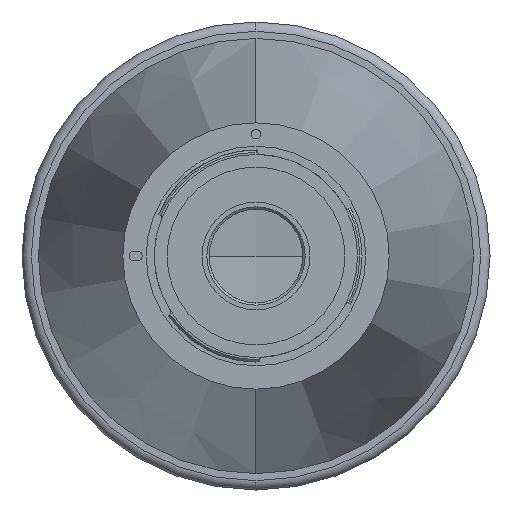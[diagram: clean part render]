
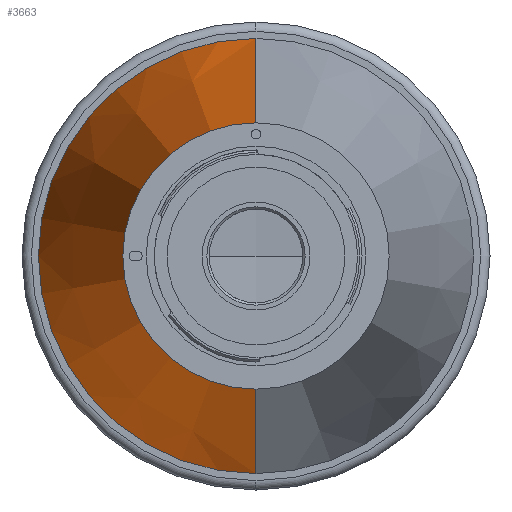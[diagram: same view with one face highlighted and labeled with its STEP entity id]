
A CAD part, left-side view. The second image highlights one B-rep face of the part: STEP entity #3663.
In plain terms, the highlighted conical face has half-angle 13.46 degrees and reference radius 46.5 mm.
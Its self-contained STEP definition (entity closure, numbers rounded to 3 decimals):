
#220 = ORIENTED_EDGE ( 'NONE', *, *, #713, .T. ) ;
#286 = CARTESIAN_POINT ( 'NONE',  ( 178.771, 0., 46.5 ) ) ;
#467 = VERTEX_POINT ( 'NONE', #962 ) ;
#595 = EDGE_CURVE ( 'NONE', #467, #3469, #3204, .T. ) ;
#713 = EDGE_CURVE ( 'NONE', #2358, #467, #5398, .T. ) ;
#737 = VECTOR ( 'NONE', #3529, 1000. ) ;
#869 = CARTESIAN_POINT ( 'NONE',  ( 178.771, 0., 0. ) ) ;
#962 = CARTESIAN_POINT ( 'NONE',  ( 65.753, 0., 19.449 ) ) ;
#1098 = AXIS2_PLACEMENT_3D ( 'NONE', #4984, #2192, #5459 ) ;
#1202 = CARTESIAN_POINT ( 'NONE',  ( 178.771, 0., 46.5 ) ) ;
#1284 = EDGE_LOOP ( 'NONE', ( #220, #3528, #2349, #2568 ) ) ;
#1312 = DIRECTION ( 'NONE',  ( 0., 0., 1. ) ) ;
#2192 = DIRECTION ( 'NONE',  ( 1., 0., 0. ) ) ;
#2260 = DIRECTION ( 'NONE',  ( 1., 0., 0. ) ) ;
#2349 = ORIENTED_EDGE ( 'NONE', *, *, #3648, .T. ) ;
#2358 = VERTEX_POINT ( 'NONE', #4664 ) ;
#2360 = FACE_OUTER_BOUND ( 'NONE', #1284, .T. ) ;
#2508 = DIRECTION ( 'NONE',  ( 0.973, 0., -0.233 ) ) ;
#2568 = ORIENTED_EDGE ( 'NONE', *, *, #2913, .F. ) ;
#2632 = LINE ( 'NONE', #5784, #3883 ) ;
#2913 = EDGE_CURVE ( 'NONE', #2358, #4948, #2632, .T. ) ;
#3204 = LINE ( 'NONE', #286, #737 ) ;
#3282 = CARTESIAN_POINT ( 'NONE',  ( 178.771, 0., -46.5 ) ) ;
#3469 = VERTEX_POINT ( 'NONE', #1202 ) ;
#3528 = ORIENTED_EDGE ( 'NONE', *, *, #595, .T. ) ;
#3529 = DIRECTION ( 'NONE',  ( 0.973, 0., 0.233 ) ) ;
#3648 = EDGE_CURVE ( 'NONE', #3469, #4948, #5946, .T. ) ;
#3663 = ADVANCED_FACE ( 'NONE', ( #2360 ), #4113, .T. ) ;
#3883 = VECTOR ( 'NONE', #2508, 1000. ) ;
#4040 = AXIS2_PLACEMENT_3D ( 'NONE', #869, #4122, #1312 ) ;
#4113 = CONICAL_SURFACE ( 'NONE', #5608, 46.5, 0.235 ) ;
#4122 = DIRECTION ( 'NONE',  ( -1., 0., 0. ) ) ;
#4140 = DIRECTION ( 'NONE',  ( 0., 0., -1. ) ) ;
#4664 = CARTESIAN_POINT ( 'NONE',  ( 65.753, 0., -19.449 ) ) ;
#4948 = VERTEX_POINT ( 'NONE', #3282 ) ;
#4984 = CARTESIAN_POINT ( 'NONE',  ( 65.753, 0., 0. ) ) ;
#5064 = CARTESIAN_POINT ( 'NONE',  ( 178.771, 0., 0. ) ) ;
#5398 = CIRCLE ( 'NONE', #1098, 19.449 ) ;
#5459 = DIRECTION ( 'NONE',  ( 0., 0., -1. ) ) ;
#5608 = AXIS2_PLACEMENT_3D ( 'NONE', #5064, #2260, #4140 ) ;
#5784 = CARTESIAN_POINT ( 'NONE',  ( 178.771, 0., -46.5 ) ) ;
#5946 = CIRCLE ( 'NONE', #4040, 46.5 ) ;
